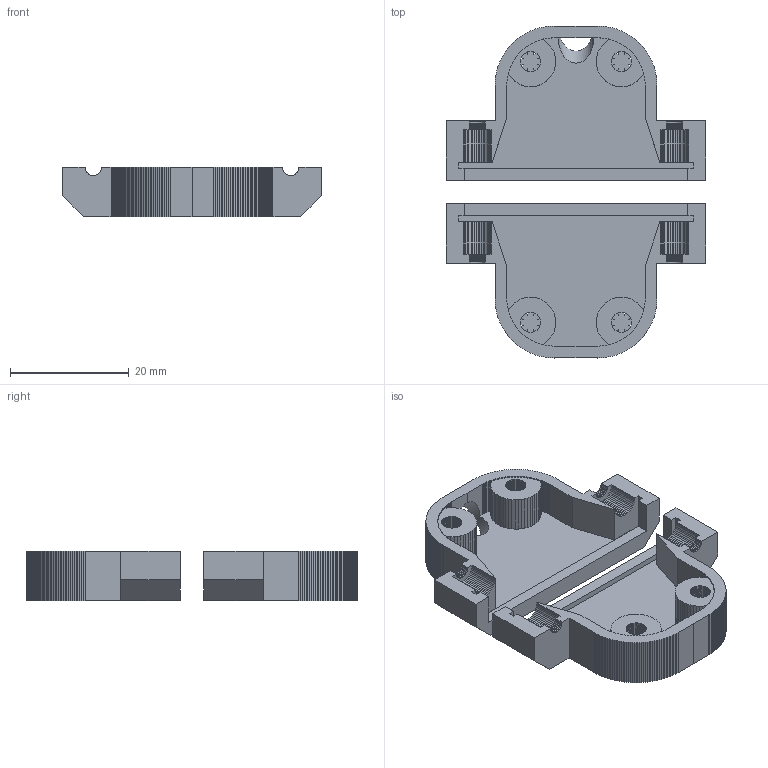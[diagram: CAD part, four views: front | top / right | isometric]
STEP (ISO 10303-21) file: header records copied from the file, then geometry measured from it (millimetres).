
FILE_DESCRIPTION(/* description */ (''),/* implementation_level */ '2;1');
FILE_NAME(/* name */ 'dsub15 v1.step',/* time_stamp */ '2025-06-10T20:21:37+02:00',/* author */ (''),/* organization */ (''),/* preprocessor_version */ 'ST-DEVELOPER v20.1',/* originating_system */ 'Autodesk Translation Framework v14.10.0.0',/* authorisation */ '');
FILE_SCHEMA (('AUTOMOTIVE_DESIGN { 1 0 10303 214 3 1 1 }'));
Products named in the file (1): dsub15
Bounding box: 43.72 x 56 x 8.28 mm (x, y, z)
Volume: 6509.8 mm3; surface area: 7034.1 mm2
Topology: 2 solids, 2 shells, 2158 faces, 6143 edges, 3935 vertices
Faces by surface type: plane 2157, cylinder 1
Full cylindrical faces by diameter (mm): 6 x1
Entity records: 68211 total; most frequent: ORIENTED_EDGE 12286, CARTESIAN_POINT 12237, DIRECTION 10469, EDGE_CURVE 6143, LINE 6135, VECTOR 6135, VERTEX_POINT 3935, EDGE_LOOP 2170
